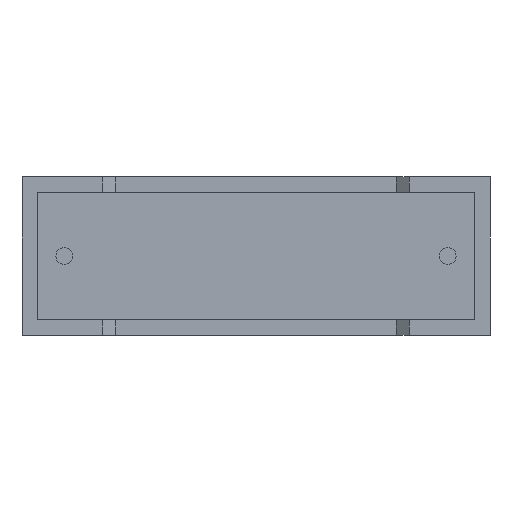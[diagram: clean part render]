
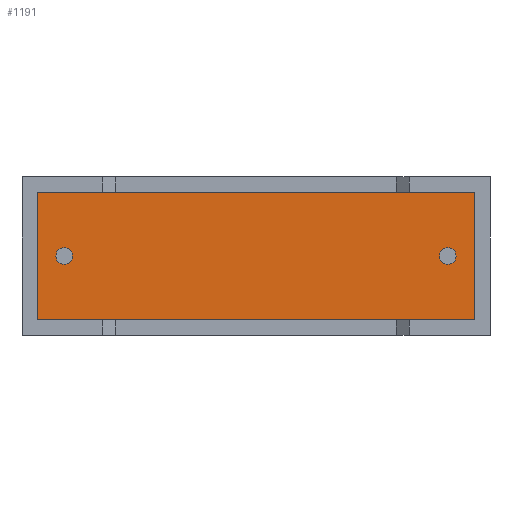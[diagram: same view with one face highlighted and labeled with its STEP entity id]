
A CAD part, front view. The second image highlights one B-rep face of the part: STEP entity #1191.
In plain terms, the highlighted planar face has unit normal (0, -1, 0).
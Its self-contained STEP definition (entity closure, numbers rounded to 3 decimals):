
#49 = CARTESIAN_POINT ( 'NONE',  ( 17.69, 0.75, 5.59 ) ) ;
#125 = CARTESIAN_POINT ( 'NONE',  ( 0.61, 0.75, 5.59 ) ) ;
#144 = ORIENTED_EDGE ( 'NONE', *, *, #1115, .F. ) ;
#145 = CARTESIAN_POINT ( 'NONE',  ( 0.61, 0.75, 0.61 ) ) ;
#182 = CIRCLE ( 'NONE', #1937, 0.325 ) ;
#193 = EDGE_CURVE ( 'NONE', #2413, #2999, #1544, .T. ) ;
#224 = FACE_OUTER_BOUND ( 'NONE', #1673, .T. ) ;
#259 = DIRECTION ( 'NONE',  ( 0., 0., -1. ) ) ;
#338 = EDGE_LOOP ( 'NONE', ( #1565, #144 ) ) ;
#415 = DIRECTION ( 'NONE',  ( 0., -1., 0. ) ) ;
#434 = CARTESIAN_POINT ( 'NONE',  ( 16.65, 0.75, 3.425 ) ) ;
#452 = CIRCLE ( 'NONE', #2083, 0.325 ) ;
#515 = CARTESIAN_POINT ( 'NONE',  ( 0.61, 0.75, 5.59 ) ) ;
#566 = VERTEX_POINT ( 'NONE', #434 ) ;
#596 = CARTESIAN_POINT ( 'NONE',  ( 17.69, 0.75, 0.61 ) ) ;
#598 = EDGE_LOOP ( 'NONE', ( #2654, #2442 ) ) ;
#621 = VERTEX_POINT ( 'NONE', #2129 ) ;
#681 = VERTEX_POINT ( 'NONE', #49 ) ;
#768 = CARTESIAN_POINT ( 'NONE',  ( 0.61, 0.75, 0.61 ) ) ;
#783 = CARTESIAN_POINT ( 'NONE',  ( 16.65, 0.75, 2.775 ) ) ;
#800 = CARTESIAN_POINT ( 'NONE',  ( 1.65, 0.75, 3.1 ) ) ;
#813 = DIRECTION ( 'NONE',  ( 0., 0., -1. ) ) ;
#936 = LINE ( 'NONE', #2586, #1946 ) ;
#950 = DIRECTION ( 'NONE',  ( 0., 0., 1. ) ) ;
#1024 = EDGE_CURVE ( 'NONE', #2740, #2413, #1945, .T. ) ;
#1035 = EDGE_CURVE ( 'NONE', #1493, #566, #182, .T. ) ;
#1089 = FACE_BOUND ( 'NONE', #598, .T. ) ;
#1115 = EDGE_CURVE ( 'NONE', #621, #2578, #452, .T. ) ;
#1191 = ADVANCED_FACE ( 'NONE', ( #1089, #224, #3001 ), #2063, .T. ) ;
#1199 = VECTOR ( 'NONE', #2933, 1000. ) ;
#1210 = CIRCLE ( 'NONE', #1353, 0.325 ) ;
#1223 = CARTESIAN_POINT ( 'NONE',  ( 1.65, 0.75, 3.425 ) ) ;
#1290 = DIRECTION ( 'NONE',  ( 0., 0., -1. ) ) ;
#1301 = ORIENTED_EDGE ( 'NONE', *, *, #193, .T. ) ;
#1353 = AXIS2_PLACEMENT_3D ( 'NONE', #2761, #415, #1290 ) ;
#1493 = VERTEX_POINT ( 'NONE', #783 ) ;
#1514 = DIRECTION ( 'NONE',  ( 0., 0., -1. ) ) ;
#1544 = LINE ( 'NONE', #145, #1199 ) ;
#1565 = ORIENTED_EDGE ( 'NONE', *, *, #1873, .F. ) ;
#1608 = CARTESIAN_POINT ( 'NONE',  ( 0., 0.75, 0. ) ) ;
#1646 = CARTESIAN_POINT ( 'NONE',  ( 17.69, 0.75, 0.61 ) ) ;
#1673 = EDGE_LOOP ( 'NONE', ( #1685, #1301, #2725, #1753 ) ) ;
#1685 = ORIENTED_EDGE ( 'NONE', *, *, #1024, .T. ) ;
#1712 = DIRECTION ( 'NONE',  ( 0., -1., 0. ) ) ;
#1753 = ORIENTED_EDGE ( 'NONE', *, *, #1947, .T. ) ;
#1807 = DIRECTION ( 'NONE',  ( 0., 0., -1. ) ) ;
#1873 = EDGE_CURVE ( 'NONE', #2578, #621, #1210, .T. ) ;
#1937 = AXIS2_PLACEMENT_3D ( 'NONE', #2623, #1712, #259 ) ;
#1945 = LINE ( 'NONE', #515, #2394 ) ;
#1946 = VECTOR ( 'NONE', #2616, 1000. ) ;
#1947 = EDGE_CURVE ( 'NONE', #681, #2740, #936, .T. ) ;
#1964 = EDGE_CURVE ( 'NONE', #2999, #681, #3044, .T. ) ;
#2063 = PLANE ( 'NONE',  #2947 ) ;
#2083 = AXIS2_PLACEMENT_3D ( 'NONE', #800, #2935, #1514 ) ;
#2129 = CARTESIAN_POINT ( 'NONE',  ( 1.65, 0.75, 2.775 ) ) ;
#2267 = EDGE_CURVE ( 'NONE', #566, #1493, #2306, .T. ) ;
#2306 = CIRCLE ( 'NONE', #2651, 0.325 ) ;
#2394 = VECTOR ( 'NONE', #2412, 1000. ) ;
#2412 = DIRECTION ( 'NONE',  ( 0., 0., -1. ) ) ;
#2413 = VERTEX_POINT ( 'NONE', #768 ) ;
#2442 = ORIENTED_EDGE ( 'NONE', *, *, #1035, .F. ) ;
#2578 = VERTEX_POINT ( 'NONE', #1223 ) ;
#2586 = CARTESIAN_POINT ( 'NONE',  ( 17.69, 0.75, 5.59 ) ) ;
#2616 = DIRECTION ( 'NONE',  ( -1., 0., 0. ) ) ;
#2623 = CARTESIAN_POINT ( 'NONE',  ( 16.65, 0.75, 3.1 ) ) ;
#2651 = AXIS2_PLACEMENT_3D ( 'NONE', #2759, #2948, #813 ) ;
#2654 = ORIENTED_EDGE ( 'NONE', *, *, #2267, .F. ) ;
#2725 = ORIENTED_EDGE ( 'NONE', *, *, #1964, .T. ) ;
#2740 = VERTEX_POINT ( 'NONE', #125 ) ;
#2759 = CARTESIAN_POINT ( 'NONE',  ( 16.65, 0.75, 3.1 ) ) ;
#2761 = CARTESIAN_POINT ( 'NONE',  ( 1.65, 0.75, 3.1 ) ) ;
#2821 = DIRECTION ( 'NONE',  ( 0., -1., 0. ) ) ;
#2933 = DIRECTION ( 'NONE',  ( 1., 0., 0. ) ) ;
#2935 = DIRECTION ( 'NONE',  ( 0., -1., 0. ) ) ;
#2947 = AXIS2_PLACEMENT_3D ( 'NONE', #1608, #2821, #1807 ) ;
#2948 = DIRECTION ( 'NONE',  ( 0., -1., 0. ) ) ;
#2999 = VERTEX_POINT ( 'NONE', #596 ) ;
#3001 = FACE_BOUND ( 'NONE', #338, .T. ) ;
#3044 = LINE ( 'NONE', #1646, #3058 ) ;
#3058 = VECTOR ( 'NONE', #950, 1000. ) ;
